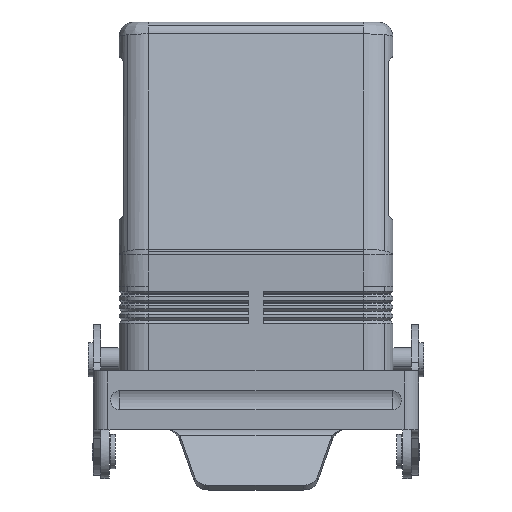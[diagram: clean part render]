
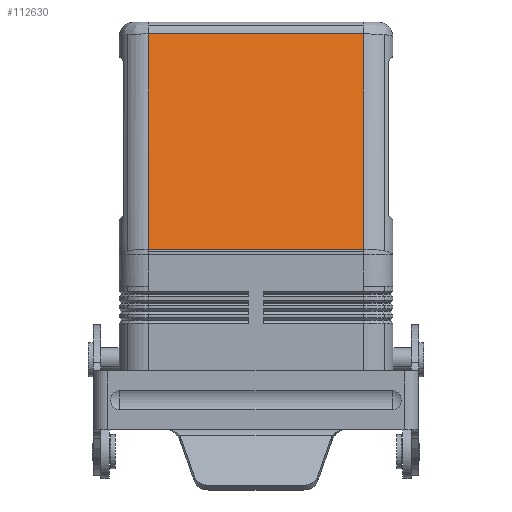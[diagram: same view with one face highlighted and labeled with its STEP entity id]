
A CAD part, left-side view. The second image highlights one B-rep face of the part: STEP entity #112630.
In plain terms, the highlighted planar face has unit normal (-0.982, 0, 0.188).
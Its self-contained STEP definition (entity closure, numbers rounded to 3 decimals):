
#36440=CARTESIAN_POINT('',(-32.466,-22.,72.564));
#36450=VERTEX_POINT('',#36440);
#36480=CARTESIAN_POINT('',(-32.466,22.,72.564));
#36490=DIRECTION('',(0.,-1.,0.));
#36500=VECTOR('',#36490,44.);
#36510=LINE('',#36480,#36500);
#36520=CARTESIAN_POINT('',(-32.466,22.,72.564));
#36530=VERTEX_POINT('',#36520);
#36540=EDGE_CURVE('',#36530,#36450,#36510,.T.);
#57720=CARTESIAN_POINT('',(-40.893,22.,28.559));
#57730=DIRECTION('',(0.188,0.,0.982));
#57740=VECTOR('',#57730,44.805);
#57750=LINE('',#57720,#57740);
#57760=CARTESIAN_POINT('',(-40.893,22.,28.559));
#57770=VERTEX_POINT('',#57760);
#57780=EDGE_CURVE('',#57770,#36530,#57750,.T.);
#112400=CARTESIAN_POINT('',(-32.,0.,75.));
#112410=DIRECTION('',(-0.982,0.,0.188));
#112420=DIRECTION('',(0.188,0.,0.982));
#112430=AXIS2_PLACEMENT_3D('',#112400,#112410,#112420);
#112440=PLANE('',#112430);
#112450=ORIENTED_EDGE('',*,*,#57780,.F.);
#112460=ORIENTED_EDGE('',*,*,#36540,.F.);
#112470=CARTESIAN_POINT('',(-32.466,-22.,72.564));
#112480=DIRECTION('',(-0.188,0.,-0.982));
#112490=VECTOR('',#112480,44.805);
#112500=LINE('',#112470,#112490);
#112510=CARTESIAN_POINT('',(-40.893,-22.,28.559));
#112520=VERTEX_POINT('',#112510);
#112530=EDGE_CURVE('',#36450,#112520,#112500,.T.);
#112540=ORIENTED_EDGE('',*,*,#112530,.F.);
#112550=CARTESIAN_POINT('',(-40.893,-22.,28.559));
#112560=DIRECTION('',(0.,1.,0.));
#112570=VECTOR('',#112560,44.);
#112580=LINE('',#112550,#112570);
#112590=EDGE_CURVE('',#112520,#57770,#112580,.T.);
#112600=ORIENTED_EDGE('',*,*,#112590,.F.);
#112610=EDGE_LOOP('',(#112600,#112540,#112460,#112450));
#112620=FACE_OUTER_BOUND('',#112610,.T.);
#112630=ADVANCED_FACE('',(#112620),#112440,.T.);
